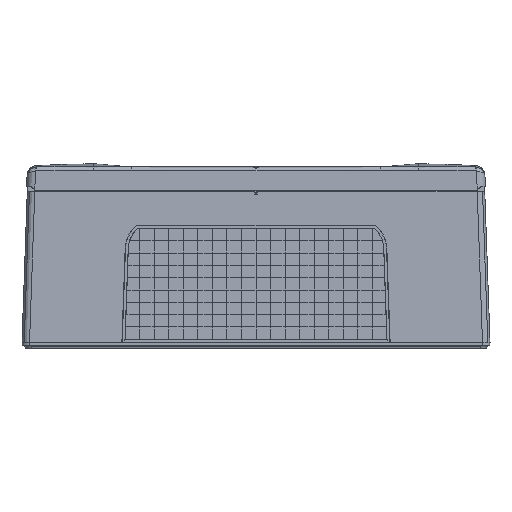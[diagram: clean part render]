
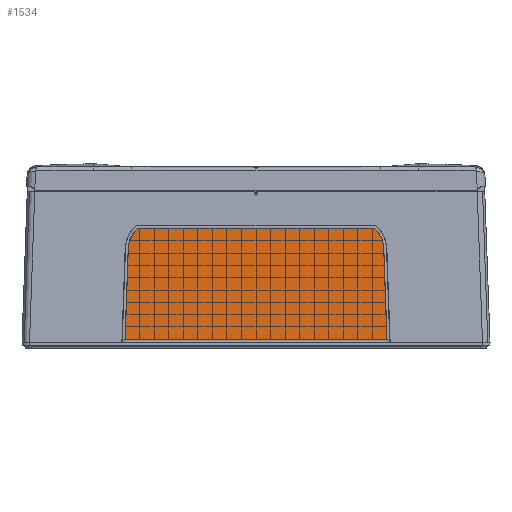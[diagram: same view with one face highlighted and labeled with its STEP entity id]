
A CAD part, front view. The second image highlights one B-rep face of the part: STEP entity #1534.
In plain terms, the highlighted planar face has unit normal (0, -0.999, 0.035).
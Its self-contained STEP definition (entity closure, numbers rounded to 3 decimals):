
#1534 = ADVANCED_FACE ( 'NONE', ( #402690 ), #149479, .T. ) ;
#12661 = CARTESIAN_POINT ( 'NONE',  ( -84.868, -23.728, 64.481 ) ) ;
#21431 = CARTESIAN_POINT ( 'NONE',  ( -79.859, -23.312, 76.38 ) ) ;
#23473 = CARTESIAN_POINT ( 'NONE',  ( -84.846, -23.706, 65.11 ) ) ;
#23771 = CARTESIAN_POINT ( 'NONE',  ( -77.745, -23.341, 75.551 ) ) ;
#27163 = VERTEX_POINT ( 'NONE', #312610 ) ;
#30087 = CARTESIAN_POINT ( 'NONE',  ( 83.623, -23.515, 70.582 ) ) ;
#36482 = EDGE_CURVE ( 'NONE', #346513, #321301, #342263, .T. ) ;
#38140 = CIRCLE ( 'NONE', #272003, 2.049 ) ;
#40004 = EDGE_CURVE ( 'NONE', #373795, #114530, #166437, .T. ) ;
#41297 = DIRECTION ( 'NONE',  ( 0.035, -0.035, -0.999 ) ) ;
#50776 = CARTESIAN_POINT ( 'NONE',  ( -82.177, -23.418, 73.35 ) ) ;
#52687 = LINE ( 'NONE', #234752, #351472 ) ;
#56729 = ORIENTED_EDGE ( 'NONE', *, *, #301531, .F. ) ;
#61468 = CARTESIAN_POINT ( 'NONE',  ( 81.847, -23.399, 73.883 ) ) ;
#63527 = CARTESIAN_POINT ( 'NONE',  ( 82.177, -23.418, 73.35 ) ) ;
#82150 = CARTESIAN_POINT ( 'NONE',  ( -84.497, -23.619, 67.595 ) ) ;
#86885 = B_SPLINE_CURVE_WITH_KNOTS ( 'NONE', 3,
 ( #151035, #23473, #249288, #213758, #307974, #82150, #148975, #400180, #180349, #305940, #245201, #278662, #50776, #276618, #370795, #217866, #90325, #21431, #113505 ),
 .UNSPECIFIED., .F., .F.,
 ( 4, 3, 3, 3, 3, 3, 4 ),
 ( 0., 0.133, 0.266, 0.53, 0.662, 0.794, 1. ),
 .UNSPECIFIED. ) ;
#90325 = CARTESIAN_POINT ( 'NONE',  ( -80.517, -23.337, 75.657 ) ) ;
#103701 = DIRECTION ( 'NONE',  ( 0., 0.035, 0.999 ) ) ;
#113505 = CARTESIAN_POINT ( 'NONE',  ( -79.143, -23.289, 77.048 ) ) ;
#114530 = VERTEX_POINT ( 'NONE', #346143 ) ;
#122141 = CARTESIAN_POINT ( 'NONE',  ( 82.507, -23.436, 72.818 ) ) ;
#124233 = DIRECTION ( 'NONE',  ( 0., -0.999, 0.035 ) ) ;
#126259 = CARTESIAN_POINT ( 'NONE',  ( 84.617, -23.64, 66.978 ) ) ;
#126360 = CIRCLE ( 'NONE', #293343, 2.049 ) ;
#142665 = VECTOR ( 'NONE', #369597, 1000. ) ;
#148975 = CARTESIAN_POINT ( 'NONE',  ( -84.346, -23.598, 68.203 ) ) ;
#149449 = CARTESIAN_POINT ( 'NONE',  ( 84.868, -23.728, 64.481 ) ) ;
#149479 = PLANE ( 'NONE',  #306927 ) ;
#151035 = CARTESIAN_POINT ( 'NONE',  ( -84.868, -23.728, 64.481 ) ) ;
#151334 = DIRECTION ( 'NONE',  ( 0., 0.035, 0.999 ) ) ;
#151516 = CARTESIAN_POINT ( 'NONE',  ( 81.112, -23.364, 74.887 ) ) ;
#153592 = CARTESIAN_POINT ( 'NONE',  ( -50., -24.165, 51.949 ) ) ;
#153699 = EDGE_CURVE ( 'NONE', #257145, #346513, #52687, .T. ) ;
#161039 = EDGE_LOOP ( 'NONE', ( #403990, #233266, #311665, #327648, #228766, #215949, #56729, #262049 ) ) ;
#166437 = LINE ( 'NONE', #386162, #310613 ) ;
#176560 = CARTESIAN_POINT ( 'NONE',  ( -79.143, -23.289, 77.048 ) ) ;
#178449 = VECTOR ( 'NONE', #41297, 1000. ) ;
#179523 = EDGE_CURVE ( 'NONE', #198983, #257145, #237821, .T. ) ;
#180349 = CARTESIAN_POINT ( 'NONE',  ( -83.624, -23.515, 70.581 ) ) ;
#182841 = CARTESIAN_POINT ( 'NONE',  ( 84.346, -23.598, 68.203 ) ) ;
#188985 = CARTESIAN_POINT ( 'NONE',  ( 82.81, -23.456, 72.265 ) ) ;
#198983 = VERTEX_POINT ( 'NONE', #281108 ) ;
#208456 = CARTESIAN_POINT ( 'NONE',  ( -87.048, -25.908, 2.051 ) ) ;
#213758 = CARTESIAN_POINT ( 'NONE',  ( -84.704, -23.662, 66.356 ) ) ;
#215949 = ORIENTED_EDGE ( 'NONE', *, *, #40004, .F. ) ;
#217866 = CARTESIAN_POINT ( 'NONE',  ( -81.112, -23.364, 74.887 ) ) ;
#228766 = ORIENTED_EDGE ( 'NONE', *, *, #394685, .F. ) ;
#229900 = CARTESIAN_POINT ( 'NONE',  ( -77.745, -23.269, 77.599 ) ) ;
#230839 = CARTESIAN_POINT ( 'NONE',  ( 86.98, -25.84, 3.999 ) ) ;
#231612 = EDGE_CURVE ( 'NONE', #27163, #198983, #244709, .T. ) ;
#233266 = ORIENTED_EDGE ( 'NONE', *, *, #153699, .F. ) ;
#233333 = DIRECTION ( 'NONE',  ( 1., 0., 0. ) ) ;
#234752 = CARTESIAN_POINT ( 'NONE',  ( 88.071, -25.84, 3.999 ) ) ;
#237821 = LINE ( 'NONE', #269216, #178449 ) ;
#244709 = B_SPLINE_CURVE_WITH_KNOTS ( 'NONE', 3,
 ( #375357, #277068, #312558, #151516, #279131, #61468, #63527, #122141, #188985, #373302, #30087, #285277, #182841, #251818, #126259, #247706, #406778, #316674, #149449 ),
 .UNSPECIFIED., .F., .F.,
 ( 4, 3, 3, 3, 3, 3, 4 ),
 ( 0., 0.207, 0.339, 0.472, 0.736, 0.868, 1. ),
 .UNSPECIFIED. ) ;
#245201 = CARTESIAN_POINT ( 'NONE',  ( -82.808, -23.456, 72.269 ) ) ;
#247706 = CARTESIAN_POINT ( 'NONE',  ( 84.704, -23.662, 66.356 ) ) ;
#249288 = CARTESIAN_POINT ( 'NONE',  ( -84.791, -23.684, 65.736 ) ) ;
#251818 = CARTESIAN_POINT ( 'NONE',  ( 84.497, -23.619, 67.597 ) ) ;
#257145 = VERTEX_POINT ( 'NONE', #230839 ) ;
#262049 = ORIENTED_EDGE ( 'NONE', *, *, #300058, .F. ) ;
#269216 = CARTESIAN_POINT ( 'NONE',  ( 84.868, -23.728, 64.481 ) ) ;
#269364 = VERTEX_POINT ( 'NONE', #176560 ) ;
#272003 = AXIS2_PLACEMENT_3D ( 'NONE', #23771, #339683, #151334 ) ;
#276618 = CARTESIAN_POINT ( 'NONE',  ( -81.849, -23.399, 73.881 ) ) ;
#277068 = CARTESIAN_POINT ( 'NONE',  ( 79.861, -23.312, 76.379 ) ) ;
#278662 = CARTESIAN_POINT ( 'NONE',  ( -82.506, -23.436, 72.819 ) ) ;
#279131 = CARTESIAN_POINT ( 'NONE',  ( 81.492, -23.381, 74.395 ) ) ;
#281108 = CARTESIAN_POINT ( 'NONE',  ( 84.868, -23.728, 64.481 ) ) ;
#285277 = CARTESIAN_POINT ( 'NONE',  ( 84.045, -23.555, 69.415 ) ) ;
#293343 = AXIS2_PLACEMENT_3D ( 'NONE', #390349, #394521, #103701 ) ;
#300058 = EDGE_CURVE ( 'NONE', #321301, #269364, #86885, .T. ) ;
#301531 = EDGE_CURVE ( 'NONE', #269364, #373795, #38140, .T. ) ;
#305940 = CARTESIAN_POINT ( 'NONE',  ( -83.081, -23.475, 71.704 ) ) ;
#306927 = AXIS2_PLACEMENT_3D ( 'NONE', #153592, #124233, #406814 ) ;
#307974 = CARTESIAN_POINT ( 'NONE',  ( -84.617, -23.64, 66.978 ) ) ;
#310613 = VECTOR ( 'NONE', #233333, 1000. ) ;
#311665 = ORIENTED_EDGE ( 'NONE', *, *, #179523, .F. ) ;
#312558 = CARTESIAN_POINT ( 'NONE',  ( 80.517, -23.337, 75.658 ) ) ;
#312610 = CARTESIAN_POINT ( 'NONE',  ( 79.143, -23.289, 77.048 ) ) ;
#316674 = CARTESIAN_POINT ( 'NONE',  ( 84.846, -23.706, 65.11 ) ) ;
#321301 = VERTEX_POINT ( 'NONE', #12661 ) ;
#327648 = ORIENTED_EDGE ( 'NONE', *, *, #231612, .F. ) ;
#339683 = DIRECTION ( 'NONE',  ( 0., 0.999, -0.035 ) ) ;
#342263 = LINE ( 'NONE', #208456, #142665 ) ;
#346143 = CARTESIAN_POINT ( 'NONE',  ( 77.745, -23.269, 77.599 ) ) ;
#346513 = VERTEX_POINT ( 'NONE', #400074 ) ;
#351472 = VECTOR ( 'NONE', #397962, 1000. ) ;
#369597 = DIRECTION ( 'NONE',  ( 0.035, 0.035, 0.999 ) ) ;
#370795 = CARTESIAN_POINT ( 'NONE',  ( -81.493, -23.381, 74.393 ) ) ;
#373302 = CARTESIAN_POINT ( 'NONE',  ( 83.081, -23.475, 71.704 ) ) ;
#373795 = VERTEX_POINT ( 'NONE', #229900 ) ;
#375357 = CARTESIAN_POINT ( 'NONE',  ( 79.143, -23.289, 77.048 ) ) ;
#386162 = CARTESIAN_POINT ( 'NONE',  ( -77.745, -23.269, 77.599 ) ) ;
#390349 = CARTESIAN_POINT ( 'NONE',  ( 77.745, -23.341, 75.551 ) ) ;
#394521 = DIRECTION ( 'NONE',  ( 0., 0.999, -0.035 ) ) ;
#394685 = EDGE_CURVE ( 'NONE', #114530, #27163, #126360, .T. ) ;
#397962 = DIRECTION ( 'NONE',  ( -1., 0., 0. ) ) ;
#400074 = CARTESIAN_POINT ( 'NONE',  ( -86.98, -25.84, 3.999 ) ) ;
#400180 = CARTESIAN_POINT ( 'NONE',  ( -84.047, -23.556, 69.405 ) ) ;
#402690 = FACE_OUTER_BOUND ( 'NONE', #161039, .T. ) ;
#403990 = ORIENTED_EDGE ( 'NONE', *, *, #36482, .F. ) ;
#406778 = CARTESIAN_POINT ( 'NONE',  ( 84.791, -23.684, 65.735 ) ) ;
#406814 = DIRECTION ( 'NONE',  ( 1., 0., 0. ) ) ;
